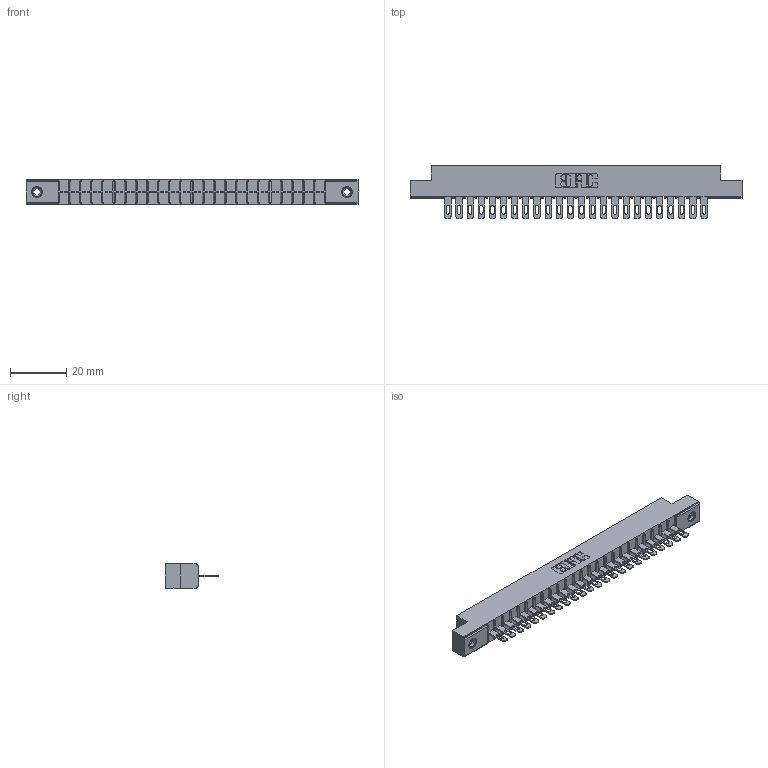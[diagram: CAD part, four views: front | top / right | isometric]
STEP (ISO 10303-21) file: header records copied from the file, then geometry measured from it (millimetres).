
FILE_DESCRIPTION (( 'STEP AP203' ), '1' );
FILE_NAME ('306-024-400-108.STEP', '2020-09-21T22:06:53', ( '' ), ( '' ), 'SwSTEP 2.0', 'SolidWorks 2020', '' );
FILE_SCHEMA (( 'CONFIG_CONTROL_DESIGN' ));
Length unit declared in the file: inch
Products named in the file (4): 306-024-400-108; 306-290-001_100; 345-250-001_345-250-003-102; 306 Part_.156 Dia
Assembly tree (27 placements, depth 2):
  306-024-400-108
    306 Part_.156 Dia
    306-290-001_100  x24
    345-250-001_345-250-003-102  x2
Bounding box: 118.11 x 18.87 x 8.71 mm (x, y, z)
Volume: 8153.3 mm3; surface area: 12533.7 mm2
Topology: 27 solids, 27 shells, 2000 faces, 5612 edges, 3604 vertices
Faces by surface type: plane 1300, cylinder 588, sphere 96, cone 12, torus 4
Entity records: 26062 total; most frequent: CARTESIAN_POINT 4354, ORIENTED_EDGE 4308, DIRECTION 4304, EDGE_CURVE 2154, LINE 1672, VECTOR 1672, VERTEX_POINT 1366, AXIS2_PLACEMENT_3D 1316
